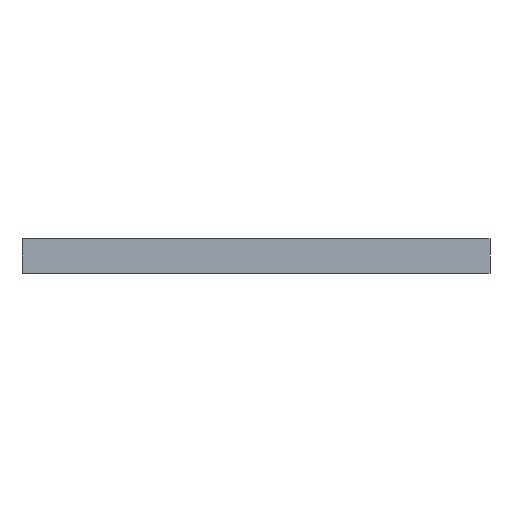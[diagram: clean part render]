
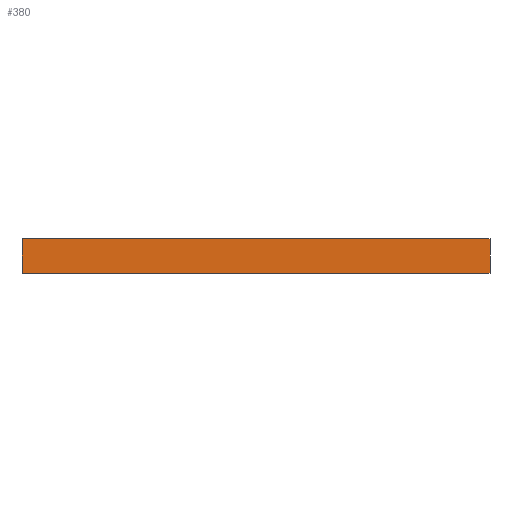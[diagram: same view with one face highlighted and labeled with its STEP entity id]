
A CAD part, left-side view. The second image highlights one B-rep face of the part: STEP entity #380.
In plain terms, the highlighted planar face has unit normal (-1, 0, 0).
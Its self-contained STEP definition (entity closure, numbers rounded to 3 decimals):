
#5 = VERTEX_POINT ( 'NONE', #1595 ) ;
#80 = VERTEX_POINT ( 'NONE', #1024 ) ;
#245 = CARTESIAN_POINT ( 'NONE',  ( -135.63, 110.82, 7.975 ) ) ;
#260 = ORIENTED_EDGE ( 'NONE', *, *, #1268, .T. ) ;
#322 = LINE ( 'NONE', #1543, #547 ) ;
#342 = CARTESIAN_POINT ( 'NONE',  ( -135.63, 110.82, 7.975 ) ) ;
#380 = ADVANCED_FACE ( 'NONE', ( #1732 ), #544, .F. ) ;
#521 = EDGE_CURVE ( 'NONE', #80, #1025, #1531, .T. ) ;
#544 = PLANE ( 'NONE',  #1224 ) ;
#547 = VECTOR ( 'NONE', #578, 1000. ) ;
#578 = DIRECTION ( 'NONE',  ( 0., -1., 0. ) ) ;
#632 = ORIENTED_EDGE ( 'NONE', *, *, #521, .F. ) ;
#662 = LINE ( 'NONE', #905, #1435 ) ;
#705 = VECTOR ( 'NONE', #1328, 1000. ) ;
#731 = ORIENTED_EDGE ( 'NONE', *, *, #1488, .F. ) ;
#745 = CARTESIAN_POINT ( 'NONE',  ( -135.63, 220., 7.975 ) ) ;
#835 = CARTESIAN_POINT ( 'NONE',  ( -135.63, 110.82, 7.975 ) ) ;
#905 = CARTESIAN_POINT ( 'NONE',  ( -135.63, 110.82, 7.975 ) ) ;
#1009 = DIRECTION ( 'NONE',  ( 0., 0., -1. ) ) ;
#1024 = CARTESIAN_POINT ( 'NONE',  ( -135.63, 220., 7.975 ) ) ;
#1025 = VERTEX_POINT ( 'NONE', #342 ) ;
#1070 = VERTEX_POINT ( 'NONE', #1145 ) ;
#1088 = DIRECTION ( 'NONE',  ( 0., 0., -1. ) ) ;
#1122 = DIRECTION ( 'NONE',  ( 1., 0., 0. ) ) ;
#1126 = DIRECTION ( 'NONE',  ( 0., 0., -1. ) ) ;
#1145 = CARTESIAN_POINT ( 'NONE',  ( -135.63, 220., 0. ) ) ;
#1224 = AXIS2_PLACEMENT_3D ( 'NONE', #835, #1122, #1126 ) ;
#1245 = ORIENTED_EDGE ( 'NONE', *, *, #1763, .T. ) ;
#1268 = EDGE_CURVE ( 'NONE', #80, #1070, #1393, .T. ) ;
#1328 = DIRECTION ( 'NONE',  ( 0., -1., 0. ) ) ;
#1387 = EDGE_LOOP ( 'NONE', ( #1245, #731, #632, #260 ) ) ;
#1393 = LINE ( 'NONE', #745, #1681 ) ;
#1435 = VECTOR ( 'NONE', #1088, 1000. ) ;
#1488 = EDGE_CURVE ( 'NONE', #1025, #5, #662, .T. ) ;
#1531 = LINE ( 'NONE', #245, #705 ) ;
#1543 = CARTESIAN_POINT ( 'NONE',  ( -135.63, 110.82, 0. ) ) ;
#1595 = CARTESIAN_POINT ( 'NONE',  ( -135.63, 110.82, 0. ) ) ;
#1681 = VECTOR ( 'NONE', #1009, 1000. ) ;
#1732 = FACE_OUTER_BOUND ( 'NONE', #1387, .T. ) ;
#1763 = EDGE_CURVE ( 'NONE', #1070, #5, #322, .T. ) ;
